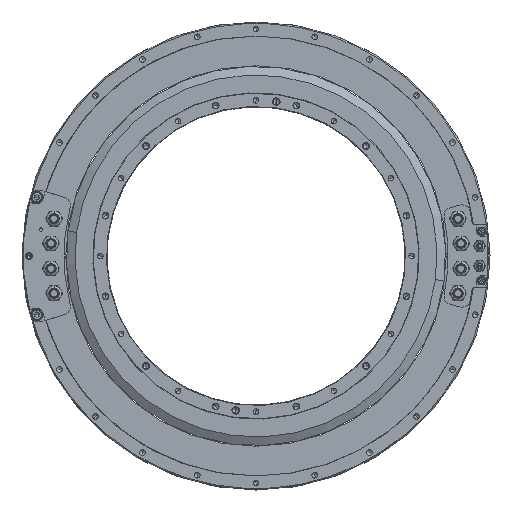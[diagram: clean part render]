
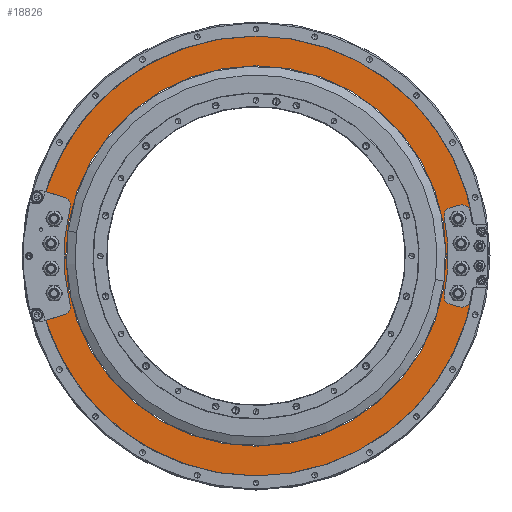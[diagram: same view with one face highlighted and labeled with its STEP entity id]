
A CAD part, left-side view. The second image highlights one B-rep face of the part: STEP entity #18826.
In plain terms, the highlighted planar face has unit normal (-1, 0, 0).
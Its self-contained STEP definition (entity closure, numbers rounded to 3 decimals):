
#8899=CARTESIAN_POINT('',(-104.9,0.,0.));
#8900=DIRECTION('',(1.,0.,0.));
#8901=DIRECTION('',(0.,-0.994,-0.11));
#8902=AXIS2_PLACEMENT_3D('',#8899,#8900,#8901);
#8904=CARTESIAN_POINT('',(-104.9,0.,0.));
#8905=DIRECTION('',(1.,0.,0.));
#8906=DIRECTION('',(0.,0.,-1.));
#8907=AXIS2_PLACEMENT_3D('',#8904,#8905,#8906);
#8909=CARTESIAN_POINT('',(-104.9,0.,0.));
#8910=DIRECTION('',(1.,0.,0.));
#8911=DIRECTION('',(0.,0.,1.));
#8912=AXIS2_PLACEMENT_3D('',#8909,#8910,#8911);
#8914=CARTESIAN_POINT('',(-104.9,-268.817,30.125));
#8915=DIRECTION('',(-1.,0.,0.));
#8916=DIRECTION('',(0.,0.994,-0.111));
#8917=AXIS2_PLACEMENT_3D('',#8914,#8915,#8916);
#8919=DIRECTION('',(0.,-1.,0.));
#8920=VECTOR('',#8919,2.183);
#8921=CARTESIAN_POINT('',(-104.9,-268.817,25.125));
#8922=LINE('',#8921,#8920);
#8923=CARTESIAN_POINT('',(-104.9,-271.,20.125));
#8924=DIRECTION('',(1.,0.,0.));
#8925=DIRECTION('',(0.,0.,1.));
#8926=AXIS2_PLACEMENT_3D('',#8923,#8924,#8925);
#8928=DIRECTION('',(0.,0.,-1.));
#8929=VECTOR('',#8928,40.);
#8930=CARTESIAN_POINT('',(-104.9,-276.,20.125));
#8931=LINE('',#8930,#8929);
#8932=CARTESIAN_POINT('',(-104.9,-271.,-19.875));
#8933=DIRECTION('',(1.,0.,0.));
#8934=DIRECTION('',(0.,-1.,0.));
#8935=AXIS2_PLACEMENT_3D('',#8932,#8933,#8934);
#8937=DIRECTION('',(0.,1.,0.));
#8938=VECTOR('',#8937,2.155);
#8939=CARTESIAN_POINT('',(-104.9,-271.,-24.875));
#8940=LINE('',#8939,#8938);
#8941=CARTESIAN_POINT('',(-104.9,-268.845,-29.875));
#8942=DIRECTION('',(-1.,0.,0.));
#8943=DIRECTION('',(0.,0.,1.));
#8944=AXIS2_PLACEMENT_3D('',#8941,#8942,#8943);
#8946=CARTESIAN_POINT('',(-104.9,0.,0.));
#8947=DIRECTION('',(-1.,0.,0.));
#8948=DIRECTION('',(0.,0.,1.));
#8949=AXIS2_PLACEMENT_3D('',#8946,#8947,#8948);
#8951=CARTESIAN_POINT('',(-104.9,0.,0.));
#8952=DIRECTION('',(-1.,0.,0.));
#8953=DIRECTION('',(0.,0.,-1.));
#8954=AXIS2_PLACEMENT_3D('',#8951,#8952,#8953);
#8956=DIRECTION('',(0.,-0.956,0.292));
#8957=VECTOR('',#8956,22.207);
#8958=CARTESIAN_POINT('',(-104.9,252.464,-77.186));
#8959=LINE('',#8958,#8957);
#8960=CARTESIAN_POINT('',(-104.9,234.152,-61.13));
#8961=DIRECTION('',(-1.,0.,0.));
#8962=DIRECTION('',(0.,-0.292,-0.956));
#8963=AXIS2_PLACEMENT_3D('',#8960,#8961,#8962);
#8965=CARTESIAN_POINT('',(-104.9,0.,0.));
#8966=DIRECTION('',(1.,0.,0.));
#8967=DIRECTION('',(0.,0.968,-0.253));
#8968=AXIS2_PLACEMENT_3D('',#8965,#8966,#8967);
#8970=CARTESIAN_POINT('',(-104.9,234.152,61.13));
#8971=DIRECTION('',(-1.,0.,0.));
#8972=DIRECTION('',(0.,-0.968,-0.253));
#8973=AXIS2_PLACEMENT_3D('',#8970,#8971,#8972);
#8975=DIRECTION('',(0.,0.956,0.292));
#8976=VECTOR('',#8975,22.207);
#8977=CARTESIAN_POINT('',(-104.9,231.228,70.694));
#8978=LINE('',#8977,#8976);
#8979=CARTESIAN_POINT('',(-104.9,0.,0.));
#8980=DIRECTION('',(-1.,0.,0.));
#8981=DIRECTION('',(0.,0.956,0.292));
#8982=AXIS2_PLACEMENT_3D('',#8979,#8980,#8981);
#8984=CARTESIAN_POINT('',(-104.9,0.,0.));
#8985=DIRECTION('',(1.,0.,0.));
#8986=DIRECTION('',(0.,-0.979,0.202));
#8987=AXIS2_PLACEMENT_3D('',#8984,#8985,#8986);
#8989=CARTESIAN_POINT('',(-104.9,-237.03,-48.792));
#8990=DIRECTION('',(-1.,0.,0.));
#8991=DIRECTION('',(0.,0.979,0.202));
#8992=AXIS2_PLACEMENT_3D('',#8989,#8990,#8991);
#8994=DIRECTION('',(0.,-0.97,-0.242));
#8995=VECTOR('',#8994,12.01);
#8996=CARTESIAN_POINT('',(-104.9,-234.611,-58.495));
#8997=LINE('',#8996,#8995);
#8998=CARTESIAN_POINT('',(-104.9,-248.683,-51.698));
#8999=DIRECTION('',(-1.,0.,0.));
#9000=DIRECTION('',(0.,0.242,-0.97));
#9001=AXIS2_PLACEMENT_3D('',#8998,#8999,#9000);
#9003=CARTESIAN_POINT('',(-104.9,0.,0.));
#9004=DIRECTION('',(-1.,0.,0.));
#9005=DIRECTION('',(0.,-0.979,-0.204));
#9006=AXIS2_PLACEMENT_3D('',#9003,#9004,#9005);
#9008=CARTESIAN_POINT('',(-104.9,-248.683,51.698));
#9009=DIRECTION('',(-1.,0.,0.));
#9010=DIRECTION('',(0.,-0.979,0.204));
#9011=AXIS2_PLACEMENT_3D('',#9008,#9009,#9010);
#9013=DIRECTION('',(0.,0.97,-0.242));
#9014=VECTOR('',#9013,12.01);
#9015=CARTESIAN_POINT('',(-104.9,-246.264,61.401));
#9016=LINE('',#9015,#9014);
#9017=CARTESIAN_POINT('',(-104.9,-237.03,48.792));
#9018=DIRECTION('',(-1.,0.,0.));
#9019=DIRECTION('',(0.,0.242,0.97));
#9020=AXIS2_PLACEMENT_3D('',#9017,#9018,#9019);
#16046=CARTESIAN_POINT('',(-104.9,-263.848,29.568));
#16047=VERTEX_POINT('',#16046);
#16048=CARTESIAN_POINT('',(-104.9,0.,265.5));
#16049=VERTEX_POINT('',#16048);
#16050=CARTESIAN_POINT('',(-104.9,0.,-265.5));
#16051=VERTEX_POINT('',#16050);
#16052=CARTESIAN_POINT('',(-104.9,-263.876,-29.323));
#16053=VERTEX_POINT('',#16052);
#16062=CARTESIAN_POINT('',(-104.9,-268.817,25.125));
#16063=VERTEX_POINT('',#16062);
#16064=CARTESIAN_POINT('',(-104.9,-271.,25.125));
#16065=VERTEX_POINT('',#16064);
#16066=CARTESIAN_POINT('',(-104.9,-276.,20.125));
#16067=VERTEX_POINT('',#16066);
#16068=CARTESIAN_POINT('',(-104.9,-276.,-19.875));
#16069=VERTEX_POINT('',#16068);
#16070=CARTESIAN_POINT('',(-104.9,-271.,-24.875));
#16071=VERTEX_POINT('',#16070);
#16072=CARTESIAN_POINT('',(-104.9,-268.845,-24.875));
#16073=VERTEX_POINT('',#16072);
#16074=CARTESIAN_POINT('',(-104.9,0.,229.65));
#16075=CARTESIAN_POINT('',(-104.9,0.,-229.65));
#16076=VERTEX_POINT('',#16074);
#16077=VERTEX_POINT('',#16075);
#16078=CARTESIAN_POINT('',(-104.9,252.464,-77.186));
#16079=CARTESIAN_POINT('',(-104.9,231.228,-70.694));
#16080=VERTEX_POINT('',#16078);
#16081=VERTEX_POINT('',#16079);
#16082=CARTESIAN_POINT('',(-104.9,224.476,-58.604));
#16083=VERTEX_POINT('',#16082);
#16084=CARTESIAN_POINT('',(-104.9,224.476,58.604));
#16085=VERTEX_POINT('',#16084);
#16086=CARTESIAN_POINT('',(-104.9,231.228,70.694));
#16087=VERTEX_POINT('',#16086);
#16088=CARTESIAN_POINT('',(-104.9,252.464,77.186));
#16089=VERTEX_POINT('',#16088);
#16090=CARTESIAN_POINT('',(-104.9,-227.236,46.776));
#16091=CARTESIAN_POINT('',(-104.9,-227.236,-46.776));
#16092=VERTEX_POINT('',#16090);
#16093=VERTEX_POINT('',#16091);
#16094=CARTESIAN_POINT('',(-104.9,-234.611,-58.495));
#16095=VERTEX_POINT('',#16094);
#16096=CARTESIAN_POINT('',(-104.9,-246.264,-61.401));
#16097=VERTEX_POINT('',#16096);
#16098=CARTESIAN_POINT('',(-104.9,-258.474,-53.733));
#16099=VERTEX_POINT('',#16098);
#16100=CARTESIAN_POINT('',(-104.9,-258.474,53.733));
#16101=VERTEX_POINT('',#16100);
#16102=CARTESIAN_POINT('',(-104.9,-246.264,61.401));
#16103=VERTEX_POINT('',#16102);
#16104=CARTESIAN_POINT('',(-104.9,-234.611,58.495));
#16105=VERTEX_POINT('',#16104);
#18771=CARTESIAN_POINT('',(-104.9,0.,0.));
#18772=DIRECTION('',(-1.,0.,0.));
#18773=DIRECTION('',(0.,0.,-1.));
#18774=AXIS2_PLACEMENT_3D('',#18771,#18772,#18773);
#18775=PLANE('',#18774);
#18776=ORIENTED_EDGE('',*,*,#18660,.T.);
#18777=ORIENTED_EDGE('',*,*,#18658,.T.);
#18778=ORIENTED_EDGE('',*,*,#18656,.T.);
#18779=ORIENTED_EDGE('',*,*,#18682,.T.);
#18780=ORIENTED_EDGE('',*,*,#18696,.T.);
#18781=ORIENTED_EDGE('',*,*,#18710,.T.);
#18782=ORIENTED_EDGE('',*,*,#18724,.T.);
#18783=ORIENTED_EDGE('',*,*,#18738,.T.);
#18784=ORIENTED_EDGE('',*,*,#18752,.T.);
#18785=ORIENTED_EDGE('',*,*,#18765,.T.);
#18786=EDGE_LOOP('',(#18776,#18777,#18778,#18779,#18780,#18781,#18782,#18783,
#18784,#18785));
#18787=FACE_OUTER_BOUND('',#18786,.F.);
#18789=ORIENTED_EDGE('',*,*,#18788,.T.);
#18791=ORIENTED_EDGE('',*,*,#18790,.T.);
#18792=EDGE_LOOP('',(#18789,#18791));
#18793=FACE_BOUND('',#18792,.F.);
#18795=ORIENTED_EDGE('',*,*,#18794,.T.);
#18797=ORIENTED_EDGE('',*,*,#18796,.T.);
#18799=ORIENTED_EDGE('',*,*,#18798,.T.);
#18801=ORIENTED_EDGE('',*,*,#18800,.T.);
#18803=ORIENTED_EDGE('',*,*,#18802,.T.);
#18805=ORIENTED_EDGE('',*,*,#18804,.T.);
#18806=EDGE_LOOP('',(#18795,#18797,#18799,#18801,#18803,#18805));
#18807=FACE_BOUND('',#18806,.F.);
#18809=ORIENTED_EDGE('',*,*,#18808,.T.);
#18811=ORIENTED_EDGE('',*,*,#18810,.T.);
#18813=ORIENTED_EDGE('',*,*,#18812,.T.);
#18815=ORIENTED_EDGE('',*,*,#18814,.T.);
#18817=ORIENTED_EDGE('',*,*,#18816,.T.);
#18819=ORIENTED_EDGE('',*,*,#18818,.T.);
#18821=ORIENTED_EDGE('',*,*,#18820,.T.);
#18823=ORIENTED_EDGE('',*,*,#18822,.T.);
#18824=EDGE_LOOP('',(#18809,#18811,#18813,#18815,#18817,#18819,#18821,#18823));
#18825=FACE_BOUND('',#18824,.F.);
#8903=CIRCLE('',#8902,265.5);
#8908=CIRCLE('',#8907,265.5);
#8913=CIRCLE('',#8912,265.5);
#8918=CIRCLE('',#8917,5.);
#8927=CIRCLE('',#8926,5.);
#8936=CIRCLE('',#8935,5.);
#8945=CIRCLE('',#8944,5.);
#8950=CIRCLE('',#8949,229.65);
#8955=CIRCLE('',#8954,229.65);
#8964=CIRCLE('',#8963,10.);
#8969=CIRCLE('',#8968,232.);
#8974=CIRCLE('',#8973,10.);
#8983=CIRCLE('',#8982,264.);
#8988=CIRCLE('',#8987,232.);
#8993=CIRCLE('',#8992,10.);
#9002=CIRCLE('',#9001,10.);
#9007=CIRCLE('',#9006,264.);
#9012=CIRCLE('',#9011,10.);
#9021=CIRCLE('',#9020,10.);
#18656=EDGE_CURVE('',#16049,#16047,#8913,.T.);
#18658=EDGE_CURVE('',#16051,#16049,#8908,.T.);
#18660=EDGE_CURVE('',#16053,#16051,#8903,.T.);
#18682=EDGE_CURVE('',#16047,#16063,#8918,.T.);
#18696=EDGE_CURVE('',#16063,#16065,#8922,.T.);
#18710=EDGE_CURVE('',#16065,#16067,#8927,.T.);
#18724=EDGE_CURVE('',#16067,#16069,#8931,.T.);
#18738=EDGE_CURVE('',#16069,#16071,#8936,.T.);
#18752=EDGE_CURVE('',#16071,#16073,#8940,.T.);
#18765=EDGE_CURVE('',#16073,#16053,#8945,.T.);
#18788=EDGE_CURVE('',#16076,#16077,#8950,.T.);
#18790=EDGE_CURVE('',#16077,#16076,#8955,.T.);
#18794=EDGE_CURVE('',#16080,#16081,#8959,.T.);
#18796=EDGE_CURVE('',#16081,#16083,#8964,.T.);
#18798=EDGE_CURVE('',#16083,#16085,#8969,.T.);
#18800=EDGE_CURVE('',#16085,#16087,#8974,.T.);
#18802=EDGE_CURVE('',#16087,#16089,#8978,.T.);
#18804=EDGE_CURVE('',#16089,#16080,#8983,.T.);
#18808=EDGE_CURVE('',#16092,#16093,#8988,.T.);
#18810=EDGE_CURVE('',#16093,#16095,#8993,.T.);
#18812=EDGE_CURVE('',#16095,#16097,#8997,.T.);
#18814=EDGE_CURVE('',#16097,#16099,#9002,.T.);
#18816=EDGE_CURVE('',#16099,#16101,#9007,.T.);
#18818=EDGE_CURVE('',#16101,#16103,#9012,.T.);
#18820=EDGE_CURVE('',#16103,#16105,#9016,.T.);
#18822=EDGE_CURVE('',#16105,#16092,#9021,.T.);
#18826=ADVANCED_FACE('',(#18787,#18793,#18807,#18825),#18775,.T.);
